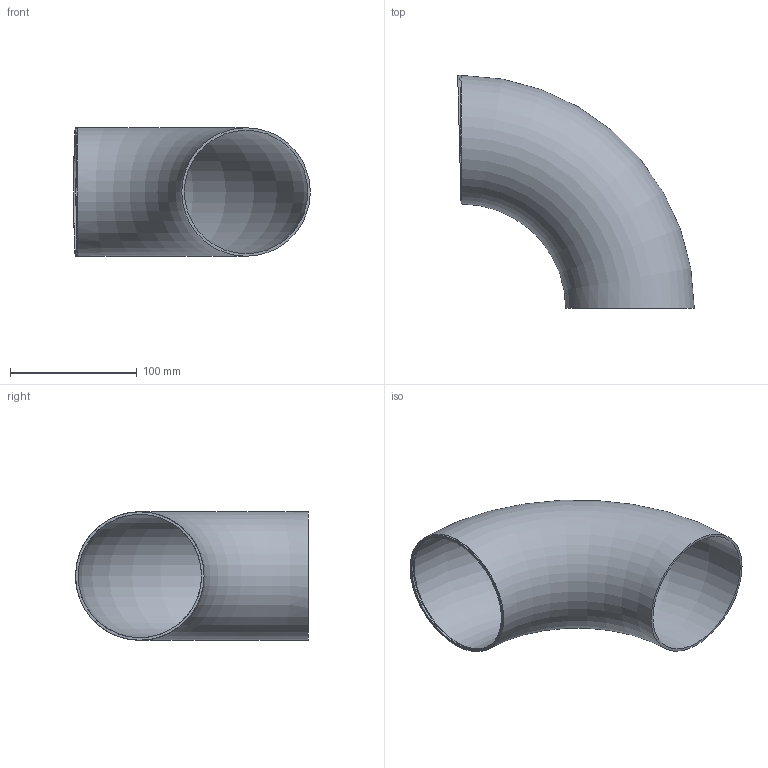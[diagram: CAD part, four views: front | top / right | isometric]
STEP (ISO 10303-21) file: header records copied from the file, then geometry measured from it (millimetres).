
FILE_DESCRIPTION(/* description */ (''),/* implementation_level */ '2;1');
FILE_NAME(/* name */ 'D1(91.5°) 40.stp',/* time_stamp */ '2022-04-13T15:45:33+09:00',/* author */ ('3dcad-eng'),/* organization */ (''),/* preprocessor_version */ 'ST-DEVELOPER v18.1',/* originating_system */ 'Autodesk Inventor 2022',/* authorisation */ '');
FILE_SCHEMA (('AUTOMOTIVE_DESIGN { 1 0 10303 214 3 1 1 }'));
Length unit declared in the file: millimetre
Products named in the file (1): D1(91.5°) 03
Bounding box: 187.03 x 184.2 x 101.6 mm (x, y, z)
Volume: 132072.8 mm3; surface area: 133324.4 mm2
Topology: 1 solids, 1 shells, 8 faces, 21 edges, 15 vertices
Faces by surface type: cylinder 4, torus 2, plane 2
Full cylindrical faces by diameter (mm): 97.6 x1, 101.6 x1
Entity records: 345 total; most frequent: CARTESIAN_POINT 86, DIRECTION 50, ORIENTED_EDGE 42, AXIS2_PLACEMENT_3D 24, EDGE_CURVE 21, VERTEX_POINT 15, EDGE_LOOP 10, FACE_OUTER_BOUND 8
